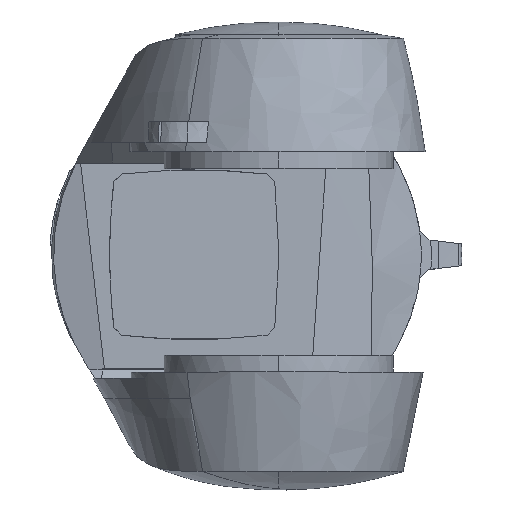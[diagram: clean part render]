
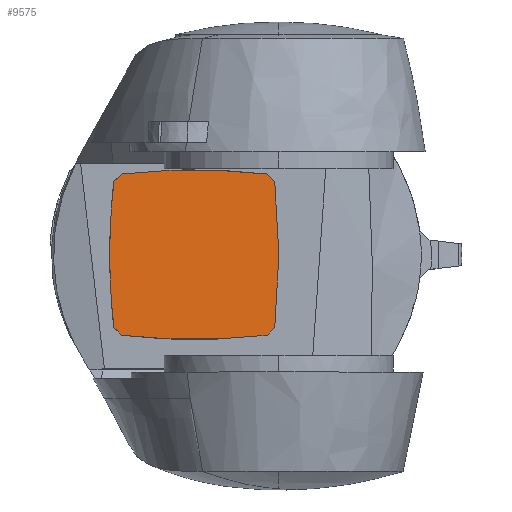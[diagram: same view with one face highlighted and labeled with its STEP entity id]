
A CAD part, top view. The second image highlights one B-rep face of the part: STEP entity #9575.
In plain terms, the highlighted planar face has unit normal (0.07, 0, 0.998).
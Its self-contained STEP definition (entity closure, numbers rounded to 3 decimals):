
#9176=CARTESIAN_POINT('Vertex',(18.099,-47.527,294.224)) ;
#9183=CARTESIAN_POINT('Vertex',(22.621,-42.995,293.908)) ;
#9186=CARTESIAN_POINT('Line Origine',(20.36,-45.261,294.066)) ;
#9203=CARTESIAN_POINT('Axis2P3D Location',(-24.791,325.,297.223)) ;
#9207=CARTESIAN_POINT('Vertex',(-67.681,-47.527,300.222)) ;
#9231=CARTESIAN_POINT('Vertex',(-72.202,-42.995,300.538)) ;
#9234=CARTESIAN_POINT('Line Origine',(-69.941,-45.261,300.38)) ;
#9255=CARTESIAN_POINT('Vertex',(-74.669,0.,300.711)) ;
#9258=CARTESIAN_POINT('Axis2P3D Location',(299.418,0.,274.552)) ;
#9275=CARTESIAN_POINT('Axis2P3D Location',(299.418,0.,274.552)) ;
#9279=CARTESIAN_POINT('Vertex',(-72.202,42.995,300.538)) ;
#9303=CARTESIAN_POINT('Vertex',(-67.681,47.527,300.222)) ;
#9306=CARTESIAN_POINT('Line Origine',(-69.941,45.261,300.38)) ;
#9327=CARTESIAN_POINT('Vertex',(18.099,47.527,294.224)) ;
#9330=CARTESIAN_POINT('Axis2P3D Location',(-24.791,-325.,297.223)) ;
#9351=CARTESIAN_POINT('Vertex',(22.621,42.995,293.908)) ;
#9354=CARTESIAN_POINT('Line Origine',(20.36,45.261,294.066)) ;
#9375=CARTESIAN_POINT('Vertex',(25.088,0.,293.735)) ;
#9379=CARTESIAN_POINT('Control Point',(25.088,0.,293.735)) ;
#9380=CARTESIAN_POINT('Control Point',(25.088,14.363,293.735)) ;
#9381=CARTESIAN_POINT('Control Point',(24.263,28.726,293.793)) ;
#9382=CARTESIAN_POINT('Control Point',(22.621,42.995,293.908)) ;
#9397=CARTESIAN_POINT('Control Point',(22.621,-42.995,293.908)) ;
#9398=CARTESIAN_POINT('Control Point',(24.263,-28.726,293.793)) ;
#9399=CARTESIAN_POINT('Control Point',(25.088,-14.363,293.735)) ;
#9400=CARTESIAN_POINT('Control Point',(25.088,0.,293.735)) ;
#9558=CARTESIAN_POINT('Axis2P3D Location',(-186.895,-162.5,308.558)) ;
#9187=DIRECTION('Vector Direction',(-0.705,-0.707,0.049)) ;
#9204=DIRECTION('Axis2P3D Direction',(-0.07,0.,-0.998)) ;
#9235=DIRECTION('Vector Direction',(-0.705,0.707,0.049)) ;
#9259=DIRECTION('Axis2P3D Direction',(-0.07,0.,-0.998)) ;
#9276=DIRECTION('Axis2P3D Direction',(-0.07,0.,-0.998)) ;
#9307=DIRECTION('Vector Direction',(0.705,0.707,-0.049)) ;
#9331=DIRECTION('Axis2P3D Direction',(-0.07,0.,-0.998)) ;
#9355=DIRECTION('Vector Direction',(0.705,-0.707,-0.049)) ;
#9559=DIRECTION('Axis2P3D Direction',(0.07,0.,0.998)) ;
#9560=DIRECTION('Axis2P3D XDirection',(0.998,0.,-0.07)) ;
#9205=AXIS2_PLACEMENT_3D('Circle Axis2P3D',#9203,#9204,$) ;
#9260=AXIS2_PLACEMENT_3D('Circle Axis2P3D',#9258,#9259,$) ;
#9277=AXIS2_PLACEMENT_3D('Circle Axis2P3D',#9275,#9276,$) ;
#9332=AXIS2_PLACEMENT_3D('Circle Axis2P3D',#9330,#9331,$) ;
#9561=AXIS2_PLACEMENT_3D('Plane Axis2P3D',#9558,#9559,#9560) ;
#9564=ORIENTED_EDGE('',*,*,#9190,.F.) ;
#9565=ORIENTED_EDGE('',*,*,#9401,.T.) ;
#9566=ORIENTED_EDGE('',*,*,#9383,.T.) ;
#9567=ORIENTED_EDGE('',*,*,#9358,.F.) ;
#9568=ORIENTED_EDGE('',*,*,#9334,.T.) ;
#9569=ORIENTED_EDGE('',*,*,#9310,.F.) ;
#9570=ORIENTED_EDGE('',*,*,#9281,.T.) ;
#9571=ORIENTED_EDGE('',*,*,#9262,.T.) ;
#9572=ORIENTED_EDGE('',*,*,#9238,.F.) ;
#9573=ORIENTED_EDGE('',*,*,#9209,.T.) ;
#9188=VECTOR('Line Direction',#9187,1.) ;
#9236=VECTOR('Line Direction',#9235,1.) ;
#9308=VECTOR('Line Direction',#9307,1.) ;
#9356=VECTOR('Line Direction',#9355,1.) ;
#9575=ADVANCED_FACE('MANIFOLD_SOLID_BREP #8355',(#9574),#9562,.T.) ;
#9378=B_SPLINE_CURVE_WITH_KNOTS('',3,(#9379,#9380,#9381,#9382),.UNSPECIFIED.,.F.,.U.,(4,4),(-21.545,21.545),.UNSPECIFIED.) ;
#9396=B_SPLINE_CURVE_WITH_KNOTS('',3,(#9397,#9398,#9399,#9400),.UNSPECIFIED.,.F.,.U.,(4,4),(-21.545,21.545),.UNSPECIFIED.) ;
#9206=CIRCLE('generated circle',#9205,375.) ;
#9261=CIRCLE('generated circle',#9260,375.) ;
#9278=CIRCLE('generated circle',#9277,375.) ;
#9333=CIRCLE('generated circle',#9332,375.) ;
#9190=EDGE_CURVE('',#9184,#9177,#9189,.T.) ;
#9209=EDGE_CURVE('',#9208,#9177,#9206,.F.) ;
#9238=EDGE_CURVE('',#9208,#9232,#9237,.T.) ;
#9262=EDGE_CURVE('',#9256,#9232,#9261,.F.) ;
#9281=EDGE_CURVE('',#9280,#9256,#9278,.F.) ;
#9310=EDGE_CURVE('',#9280,#9304,#9309,.T.) ;
#9334=EDGE_CURVE('',#9328,#9304,#9333,.F.) ;
#9358=EDGE_CURVE('',#9328,#9352,#9357,.T.) ;
#9383=EDGE_CURVE('',#9376,#9352,#9378,.T.) ;
#9401=EDGE_CURVE('',#9184,#9376,#9396,.T.) ;
#9563=EDGE_LOOP('',(#9564,#9565,#9566,#9567,#9568,#9569,#9570,#9571,#9572,#9573)) ;
#9574=FACE_OUTER_BOUND('',#9563,.T.) ;
#9189=LINE('Line',#9186,#9188) ;
#9237=LINE('Line',#9234,#9236) ;
#9309=LINE('Line',#9306,#9308) ;
#9357=LINE('Line',#9354,#9356) ;
#9562=PLANE('',#9561) ;
#9177=VERTEX_POINT('',#9176) ;
#9184=VERTEX_POINT('',#9183) ;
#9208=VERTEX_POINT('',#9207) ;
#9232=VERTEX_POINT('',#9231) ;
#9256=VERTEX_POINT('',#9255) ;
#9280=VERTEX_POINT('',#9279) ;
#9304=VERTEX_POINT('',#9303) ;
#9328=VERTEX_POINT('',#9327) ;
#9352=VERTEX_POINT('',#9351) ;
#9376=VERTEX_POINT('',#9375) ;
